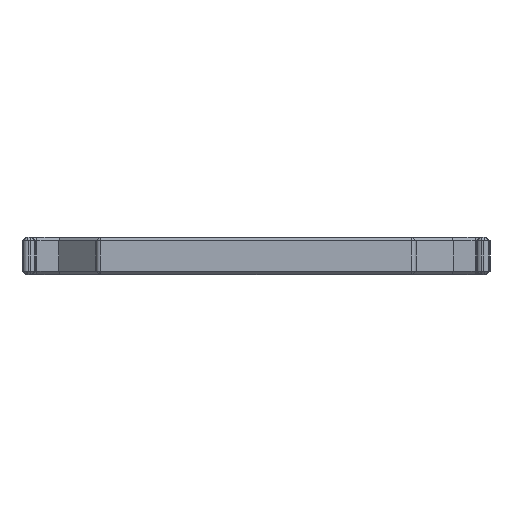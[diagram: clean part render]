
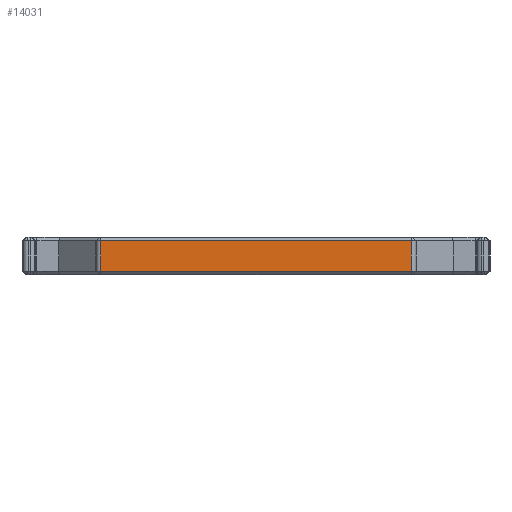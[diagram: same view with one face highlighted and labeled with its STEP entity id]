
A CAD part, left-side view. The second image highlights one B-rep face of the part: STEP entity #14031.
In plain terms, the highlighted planar face has unit normal (-1, 0, 0).
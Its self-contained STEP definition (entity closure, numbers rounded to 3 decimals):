
#1451=FACE_OUTER_BOUND('',#2260,.T.);
#2260=EDGE_LOOP('',(#11855,#11856,#11857,#11858));
#3805=LINE('',#26988,#4884);
#3956=LINE('',#27393,#5035);
#3957=LINE('',#27397,#5036);
#3958=LINE('',#27398,#5037);
#4884=VECTOR('',#16492,10.);
#5035=VECTOR('',#16951,10.);
#5036=VECTOR('',#16956,10.);
#5037=VECTOR('',#16957,10.);
#6265=VERTEX_POINT('',#26982);
#6266=VERTEX_POINT('',#26986);
#6366=VERTEX_POINT('',#27392);
#6367=VERTEX_POINT('',#27396);
#8018=EDGE_CURVE('',#6265,#6266,#3805,.T.);
#8220=EDGE_CURVE('',#6266,#6366,#3956,.T.);
#8222=EDGE_CURVE('',#6367,#6265,#3957,.T.);
#8223=EDGE_CURVE('',#6366,#6367,#3958,.T.);
#11855=ORIENTED_EDGE('',*,*,#8018,.F.);
#11856=ORIENTED_EDGE('',*,*,#8222,.F.);
#11857=ORIENTED_EDGE('',*,*,#8223,.F.);
#11858=ORIENTED_EDGE('',*,*,#8220,.F.);
#12543=PLANE('',#14740);
#14031=ADVANCED_FACE('',(#1451),#12543,.T.);
#14740=AXIS2_PLACEMENT_3D('',#27395,#16954,#16955);
#16492=DIRECTION('',(0.,1.,0.));
#16951=DIRECTION('',(0.,0.,1.));
#16954=DIRECTION('center_axis',(-1.,0.,0.));
#16955=DIRECTION('ref_axis',(0.,1.,0.));
#16956=DIRECTION('',(0.,0.,-1.));
#16957=DIRECTION('',(0.,-1.,0.));
#26982=CARTESIAN_POINT('',(-24.7,-16.4,-1.6));
#26986=CARTESIAN_POINT('',(-24.7,16.4,-1.6));
#26988=CARTESIAN_POINT('',(-24.7,-12.35,-1.6));
#27392=CARTESIAN_POINT('',(-24.7,16.4,1.6));
#27393=CARTESIAN_POINT('',(-24.7,16.4,0.));
#27395=CARTESIAN_POINT('Origin',(-24.7,-24.7,0.));
#27396=CARTESIAN_POINT('',(-24.7,-16.4,1.6));
#27397=CARTESIAN_POINT('',(-24.7,-16.4,0.));
#27398=CARTESIAN_POINT('',(-24.7,-12.35,1.6));
